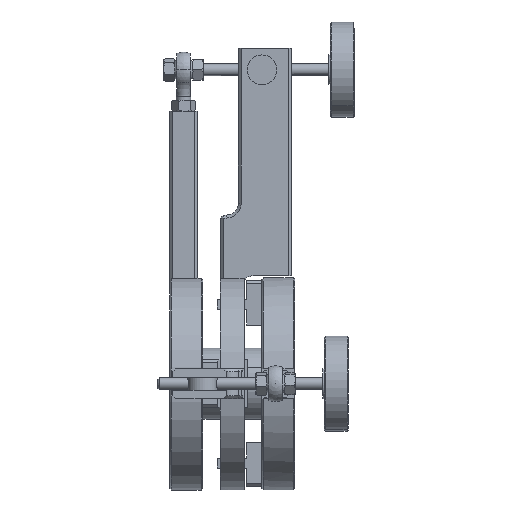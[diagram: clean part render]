
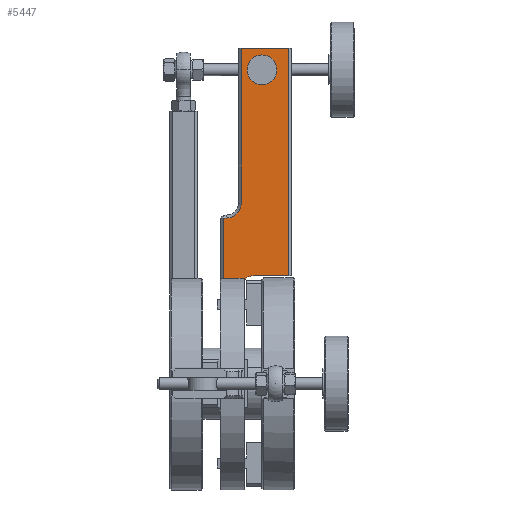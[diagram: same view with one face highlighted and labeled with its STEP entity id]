
A CAD part, left-side view. The second image highlights one B-rep face of the part: STEP entity #5447.
In plain terms, the highlighted planar face has unit normal (-1, 0, 0).
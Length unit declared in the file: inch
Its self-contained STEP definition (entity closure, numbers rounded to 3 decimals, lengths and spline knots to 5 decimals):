
#175 = CARTESIAN_POINT ( 'NONE',  ( -0.315, -1.1245, 3.795 ) ) ;
#182 = DIRECTION ( 'NONE',  ( 0., 0., -1. ) ) ;
#1015 = AXIS2_PLACEMENT_3D ( 'NONE', #23886, #23899, #23900 ) ;
#1793 = CARTESIAN_POINT ( 'NONE',  ( -0.315, -1.562, 2.17 ) ) ;
#1794 = CARTESIAN_POINT ( 'NONE',  ( -0.315, -1.762, 2.27 ) ) ;
#1797 = CARTESIAN_POINT ( 'NONE',  ( -0.315, -1.937, 6.9125 ) ) ;
#1798 = CARTESIAN_POINT ( 'NONE',  ( -0.315, -2.4995, 7.05 ) ) ;
#1799 = CARTESIAN_POINT ( 'NONE',  ( -0.315, -2.4995, 2.27 ) ) ;
#1802 = CARTESIAN_POINT ( 'NONE',  ( -0.315, -1.937, 6.2875 ) ) ;
#1867 = CARTESIAN_POINT ( 'NONE',  ( -0.315, -1.187, 3.4825 ) ) ;
#1892 = CARTESIAN_POINT ( 'NONE',  ( -0.315, -1.4995, 3.795 ) ) ;
#1895 = CARTESIAN_POINT ( 'NONE',  ( -0.315, -1.4995, 7.05 ) ) ;
#4124 = FACE_BOUND ( 'NONE', #7727, .T. ) ;
#4292 = FACE_OUTER_BOUND ( 'NONE', #7720, .T. ) ;
#4762 = CARTESIAN_POINT ( 'NONE',  ( -0.315, -1.1245, 3.4825 ) ) ;
#4766 = CARTESIAN_POINT ( 'NONE',  ( -0.315, -1.1245, 2.17 ) ) ;
#4977 = CIRCLE ( 'NONE', #21411, 0.3125 ) ;
#5030 = CIRCLE ( 'NONE', #21143, 0.25 ) ;
#5086 = LINE ( 'NONE', #7369, #5088 ) ;
#5088 = VECTOR ( 'NONE', #7371, 39.37008 ) ;
#5143 = LINE ( 'NONE', #7617, #5194 ) ;
#5194 = VECTOR ( 'NONE', #7619, 39.37008 ) ;
#5447 = ADVANCED_FACE ( 'NONE', ( #4292, #4124 ), #23890, .F. ) ;
#6391 = CARTESIAN_POINT ( 'NONE',  ( -0.315, -1.562, 2.27 ) ) ;
#6392 = DIRECTION ( 'NONE',  ( 0., -1., 0. ) ) ;
#6446 = CARTESIAN_POINT ( 'NONE',  ( -0.315, -2.562, 7.05 ) ) ;
#6447 = DIRECTION ( 'NONE',  ( 0., 1., 0. ) ) ;
#6973 = CARTESIAN_POINT ( 'NONE',  ( -0.315, -2.4995, 3.795 ) ) ;
#6974 = DIRECTION ( 'NONE',  ( 0., 0., 1. ) ) ;
#7008 = CARTESIAN_POINT ( 'NONE',  ( -0.315, -1.937, 6.6 ) ) ;
#7009 = DIRECTION ( 'NONE',  ( -1., 0., 0. ) ) ;
#7010 = DIRECTION ( 'NONE',  ( 0., 0., -1. ) ) ;
#7114 = CARTESIAN_POINT ( 'NONE',  ( -0.315, -1.937, 6.6 ) ) ;
#7126 = DIRECTION ( 'NONE',  ( -1., 0., 0. ) ) ;
#7128 = DIRECTION ( 'NONE',  ( 0., 0., -1. ) ) ;
#7206 = CARTESIAN_POINT ( 'NONE',  ( -0.315, -1.762, 2.02 ) ) ;
#7241 = DIRECTION ( 'NONE',  ( 1., 0., 0. ) ) ;
#7244 = DIRECTION ( 'NONE',  ( 0., 0., 1. ) ) ;
#7369 = CARTESIAN_POINT ( 'NONE',  ( -0.315, -1.062, 2.17 ) ) ;
#7371 = DIRECTION ( 'NONE',  ( 0., -1., 0. ) ) ;
#7617 = CARTESIAN_POINT ( 'NONE',  ( -0.315, -1.4995, 3.795 ) ) ;
#7619 = DIRECTION ( 'NONE',  ( 0., 0., -1. ) ) ;
#7720 = EDGE_LOOP ( 'NONE', ( #12884, #12885, #12886, #12887, #12888, #8164, #8165, #8166, #8167 ) ) ;
#7727 = EDGE_LOOP ( 'NONE', ( #8168, #8169 ) ) ;
#8164 = ORIENTED_EDGE ( 'NONE', *, *, #24720, .T. ) ;
#8165 = ORIENTED_EDGE ( 'NONE', *, *, #24319, .T. ) ;
#8166 = ORIENTED_EDGE ( 'NONE', *, *, #22391, .T. ) ;
#8167 = ORIENTED_EDGE ( 'NONE', *, *, #21604, .T. ) ;
#8168 = ORIENTED_EDGE ( 'NONE', *, *, #24657, .F. ) ;
#8169 = ORIENTED_EDGE ( 'NONE', *, *, #24609, .F. ) ;
#11566 = VERTEX_POINT ( 'NONE', #4762 ) ;
#11570 = VERTEX_POINT ( 'NONE', #4766 ) ;
#12884 = ORIENTED_EDGE ( 'NONE', *, *, #24688, .T. ) ;
#12885 = ORIENTED_EDGE ( 'NONE', *, *, #24672, .T. ) ;
#12886 = ORIENTED_EDGE ( 'NONE', *, *, #24375, .T. ) ;
#12887 = ORIENTED_EDGE ( 'NONE', *, *, #24595, .T. ) ;
#12888 = ORIENTED_EDGE ( 'NONE', *, *, #24398, .T. ) ;
#13314 = VERTEX_POINT ( 'NONE', #1793 ) ;
#13315 = VERTEX_POINT ( 'NONE', #1794 ) ;
#13318 = VERTEX_POINT ( 'NONE', #1797 ) ;
#13319 = VERTEX_POINT ( 'NONE', #1798 ) ;
#13320 = VERTEX_POINT ( 'NONE', #1799 ) ;
#13323 = VERTEX_POINT ( 'NONE', #1802 ) ;
#13388 = VERTEX_POINT ( 'NONE', #1867 ) ;
#13413 = VERTEX_POINT ( 'NONE', #1892 ) ;
#13416 = VERTEX_POINT ( 'NONE', #1895 ) ;
#13958 = LINE ( 'NONE', #16405, #13961 ) ;
#13961 = VECTOR ( 'NONE', #16408, 39.37008 ) ;
#14498 = CIRCLE ( 'NONE', #20945, 0.3125 ) ;
#14605 = VECTOR ( 'NONE', #6392, 39.37008 ) ;
#14607 = LINE ( 'NONE', #6391, #14605 ) ;
#14648 = LINE ( 'NONE', #6446, #14649 ) ;
#14649 = VECTOR ( 'NONE', #6447, 39.37008 ) ;
#14972 = LINE ( 'NONE', #6973, #14973 ) ;
#14973 = VECTOR ( 'NONE', #6974, 39.37008 ) ;
#14999 = CIRCLE ( 'NONE', #21359, 0.3125 ) ;
#16405 = CARTESIAN_POINT ( 'NONE',  ( -0.315, -1.187, 3.4825 ) ) ;
#16408 = DIRECTION ( 'NONE',  ( 0., 1., 0. ) ) ;
#17383 = CARTESIAN_POINT ( 'NONE',  ( -0.315, -1.187, 3.795 ) ) ;
#17413 = DIRECTION ( 'NONE',  ( 1., 0., 0. ) ) ;
#17414 = DIRECTION ( 'NONE',  ( 0., 0., 1. ) ) ;
#18431 = VECTOR ( 'NONE', #182, 39.37008 ) ;
#18435 = LINE ( 'NONE', #175, #18431 ) ;
#20945 = AXIS2_PLACEMENT_3D ( 'NONE', #17383, #17413, #17414 ) ;
#21143 = AXIS2_PLACEMENT_3D ( 'NONE', #7206, #7241, #7244 ) ;
#21359 = AXIS2_PLACEMENT_3D ( 'NONE', #7008, #7009, #7010 ) ;
#21411 = AXIS2_PLACEMENT_3D ( 'NONE', #7114, #7126, #7128 ) ;
#21604 = EDGE_CURVE ( 'NONE', #11566, #11570, #18435, .T. ) ;
#22391 = EDGE_CURVE ( 'NONE', #13388, #11566, #13958, .T. ) ;
#23886 = CARTESIAN_POINT ( 'NONE',  ( -0.315, -1.187, 3.795 ) ) ;
#23890 = PLANE ( 'NONE',  #1015 ) ;
#23899 = DIRECTION ( 'NONE',  ( 1., 0., 0. ) ) ;
#23900 = DIRECTION ( 'NONE',  ( 0., 0., 1. ) ) ;
#24319 = EDGE_CURVE ( 'NONE', #13413, #13388, #14498, .T. ) ;
#24375 = EDGE_CURVE ( 'NONE', #13315, #13320, #14607, .T. ) ;
#24398 = EDGE_CURVE ( 'NONE', #13319, #13416, #14648, .T. ) ;
#24595 = EDGE_CURVE ( 'NONE', #13320, #13319, #14972, .T. ) ;
#24609 = EDGE_CURVE ( 'NONE', #13318, #13323, #14999, .T. ) ;
#24657 = EDGE_CURVE ( 'NONE', #13323, #13318, #4977, .T. ) ;
#24672 = EDGE_CURVE ( 'NONE', #13314, #13315, #5030, .T. ) ;
#24688 = EDGE_CURVE ( 'NONE', #11570, #13314, #5086, .T. ) ;
#24720 = EDGE_CURVE ( 'NONE', #13416, #13413, #5143, .T. ) ;
